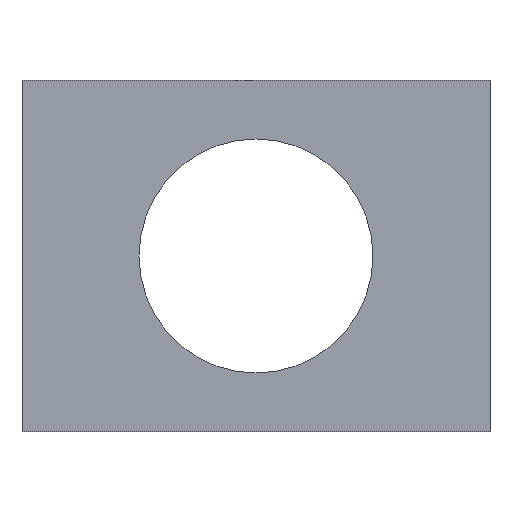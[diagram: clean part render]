
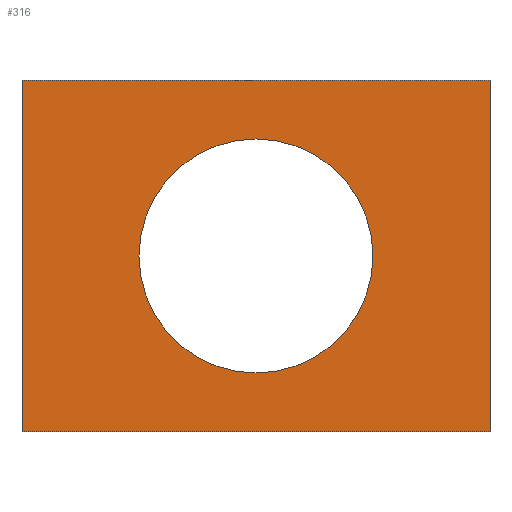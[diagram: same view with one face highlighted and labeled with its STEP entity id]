
A CAD part, front view. The second image highlights one B-rep face of the part: STEP entity #316.
In plain terms, the highlighted planar face has unit normal (0, -1, 0).
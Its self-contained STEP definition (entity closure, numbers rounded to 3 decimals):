
#73 = DIRECTION ( 'NONE',  ( 0., 0., -1. ) ) ;
#75 = DIRECTION ( 'NONE',  ( 0., 1., 0. ) ) ;
#76 = CARTESIAN_POINT ( 'NONE',  ( 0., -76.2, 0. ) ) ;
#117 = AXIS2_PLACEMENT_3D ( 'NONE', #303, #302, #301 ) ;
#124 = AXIS2_PLACEMENT_3D ( 'NONE', #172, #171, #170 ) ;
#126 = AXIS2_PLACEMENT_3D ( 'NONE', #76, #75, #73 ) ;
#132 = EDGE_CURVE ( 'NONE', #288, #269, #233, .T. ) ;
#135 = EDGE_CURVE ( 'NONE', #269, #288, #219, .T. ) ;
#136 = EDGE_CURVE ( 'NONE', #285, #270, #216, .T. ) ;
#137 = EDGE_CURVE ( 'NONE', #285, #274, #218, .T. ) ;
#138 = EDGE_CURVE ( 'NONE', #268, #274, #215, .T. ) ;
#139 = EDGE_CURVE ( 'NONE', #270, #268, #239, .T. ) ;
#165 = DIRECTION ( 'NONE',  ( 0., 0., -1. ) ) ;
#167 = DIRECTION ( 'NONE',  ( 1., 0., 0. ) ) ;
#168 = DIRECTION ( 'NONE',  ( 0., 0., 1. ) ) ;
#169 = CARTESIAN_POINT ( 'NONE',  ( 0., -76.2, 190.5 ) ) ;
#170 = DIRECTION ( 'NONE',  ( 0., 0., -1. ) ) ;
#171 = DIRECTION ( 'NONE',  ( 0., 1., 0. ) ) ;
#172 = CARTESIAN_POINT ( 'NONE',  ( 0., -76.2, 0. ) ) ;
#173 = CARTESIAN_POINT ( 'NONE',  ( 0., -76.2, -190.5 ) ) ;
#174 = CARTESIAN_POINT ( 'NONE',  ( 254., -76.2, -190.5 ) ) ;
#175 = CARTESIAN_POINT ( 'NONE',  ( -254., -76.2, -190.5 ) ) ;
#176 = DIRECTION ( 'NONE',  ( 1., 0., 0. ) ) ;
#212 = ORIENTED_EDGE ( 'NONE', *, *, #132, .T. ) ;
#213 = ORIENTED_EDGE ( 'NONE', *, *, #136, .F. ) ;
#214 = ORIENTED_EDGE ( 'NONE', *, *, #135, .T. ) ;
#215 = LINE ( 'NONE', #174, #243 ) ;
#216 = LINE ( 'NONE', #175, #240 ) ;
#218 = LINE ( 'NONE', #173, #221 ) ;
#219 = CIRCLE ( 'NONE', #124, 127. ) ;
#221 = VECTOR ( 'NONE', #167, 1000. ) ;
#222 = ORIENTED_EDGE ( 'NONE', *, *, #138, .F. ) ;
#223 = ORIENTED_EDGE ( 'NONE', *, *, #137, .T. ) ;
#232 = ORIENTED_EDGE ( 'NONE', *, *, #139, .F. ) ;
#233 = CIRCLE ( 'NONE', #126, 127. ) ;
#239 = LINE ( 'NONE', #169, #245 ) ;
#240 = VECTOR ( 'NONE', #168, 1000. ) ;
#243 = VECTOR ( 'NONE', #165, 1000. ) ;
#245 = VECTOR ( 'NONE', #176, 1000. ) ;
#268 = VERTEX_POINT ( 'NONE', #342 ) ;
#269 = VERTEX_POINT ( 'NONE', #335 ) ;
#270 = VERTEX_POINT ( 'NONE', #328 ) ;
#274 = VERTEX_POINT ( 'NONE', #326 ) ;
#275 = EDGE_LOOP ( 'NONE', ( #213, #223, #222, #232 ) ) ;
#280 = EDGE_LOOP ( 'NONE', ( #212, #214 ) ) ;
#285 = VERTEX_POINT ( 'NONE', #333 ) ;
#288 = VERTEX_POINT ( 'NONE', #311 ) ;
#301 = DIRECTION ( 'NONE',  ( 0., 0., -1. ) ) ;
#302 = DIRECTION ( 'NONE',  ( 0., -1., 0. ) ) ;
#303 = CARTESIAN_POINT ( 'NONE',  ( -254., -76.2, -190.5 ) ) ;
#311 = CARTESIAN_POINT ( 'NONE',  ( 0., -76.2, -127. ) ) ;
#314 = PLANE ( 'NONE',  #117 ) ;
#316 = ADVANCED_FACE ( 'NONE', ( #378, #379 ), #314, .T. ) ;
#326 = CARTESIAN_POINT ( 'NONE',  ( 254., -76.2, -190.5 ) ) ;
#328 = CARTESIAN_POINT ( 'NONE',  ( -254., -76.2, 190.5 ) ) ;
#333 = CARTESIAN_POINT ( 'NONE',  ( -254., -76.2, -190.5 ) ) ;
#335 = CARTESIAN_POINT ( 'NONE',  ( 0., -76.2, 127. ) ) ;
#342 = CARTESIAN_POINT ( 'NONE',  ( 254., -76.2, 190.5 ) ) ;
#378 = FACE_BOUND ( 'NONE', #280, .T. ) ;
#379 = FACE_OUTER_BOUND ( 'NONE', #275, .T. ) ;
